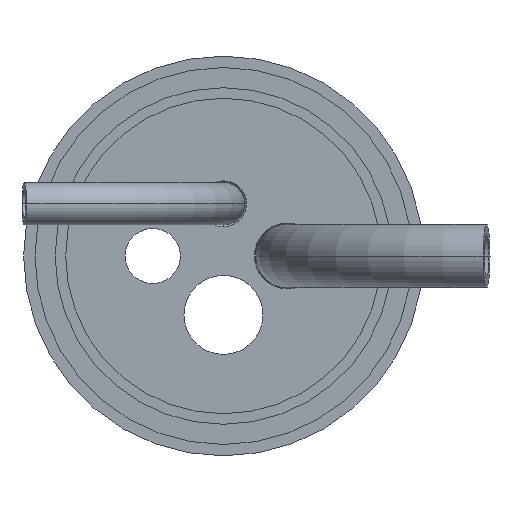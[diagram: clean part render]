
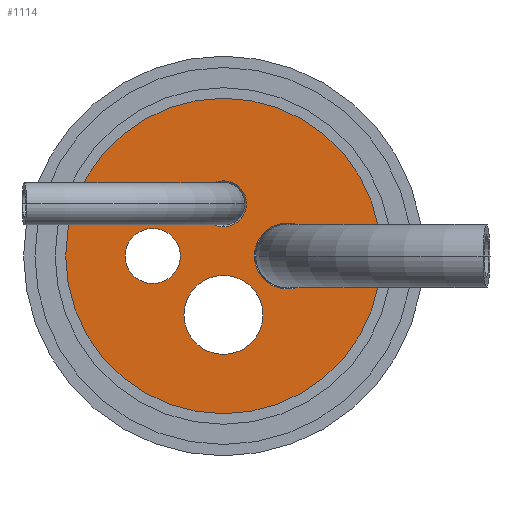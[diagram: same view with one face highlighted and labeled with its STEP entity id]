
A CAD part, front view. The second image highlights one B-rep face of the part: STEP entity #1114.
In plain terms, the highlighted planar face has unit normal (0, -1, 0).
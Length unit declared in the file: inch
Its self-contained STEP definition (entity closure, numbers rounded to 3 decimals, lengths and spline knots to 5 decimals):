
#187=CARTESIAN_POINT('',(0.38,-0.395,0.));
#188=DIRECTION('',(0.,-1.,0.));
#189=DIRECTION('',(0.,0.,1.));
#190=AXIS2_PLACEMENT_3D('',#187,#188,#189);
#212=CARTESIAN_POINT('',(0.38,-0.395,0.));
#213=DIRECTION('',(0.,-1.,0.));
#214=DIRECTION('',(0.,0.,-1.));
#215=AXIS2_PLACEMENT_3D('',#212,#213,#214);
#234=CARTESIAN_POINT('',(-0.42,-0.395,0.));
#235=DIRECTION('',(0.,-1.,0.));
#236=DIRECTION('',(0.,0.,1.));
#237=AXIS2_PLACEMENT_3D('',#234,#235,#236);
#239=CARTESIAN_POINT('',(-0.42,-0.395,0.));
#240=DIRECTION('',(0.,-1.,0.));
#241=DIRECTION('',(0.,0.,-1.));
#242=AXIS2_PLACEMENT_3D('',#239,#240,#241);
#244=CARTESIAN_POINT('',(0.,-0.395,-0.35));
#245=DIRECTION('',(0.,-1.,0.));
#246=DIRECTION('',(0.,0.,1.));
#247=AXIS2_PLACEMENT_3D('',#244,#245,#246);
#249=CARTESIAN_POINT('',(0.,-0.395,-0.35));
#250=DIRECTION('',(0.,-1.,0.));
#251=DIRECTION('',(0.,0.,-1.));
#252=AXIS2_PLACEMENT_3D('',#249,#250,#251);
#262=CARTESIAN_POINT('',(0.,-0.395,0.));
#263=DIRECTION('',(0.,1.,0.));
#264=DIRECTION('',(-1.,0.,0.));
#265=AXIS2_PLACEMENT_3D('',#262,#263,#264);
#267=CARTESIAN_POINT('',(0.,-0.395,0.));
#268=DIRECTION('',(0.,-1.,0.));
#269=DIRECTION('',(-1.,0.,0.));
#270=AXIS2_PLACEMENT_3D('',#267,#268,#269);
#781=CARTESIAN_POINT('',(0.,-0.395,0.31));
#782=DIRECTION('',(0.,-1.,0.));
#783=DIRECTION('',(0.,0.,1.));
#784=AXIS2_PLACEMENT_3D('',#781,#782,#783);
#803=CARTESIAN_POINT('',(0.,-0.395,0.31));
#804=DIRECTION('',(0.,-1.,0.));
#805=DIRECTION('',(0.,0.,-1.));
#806=AXIS2_PLACEMENT_3D('',#803,#804,#805);
#817=CARTESIAN_POINT('',(-0.9375,-0.395,0.));
#819=VERTEX_POINT('',#817);
#833=CARTESIAN_POINT('',(0.9375,-0.395,0.));
#835=VERTEX_POINT('',#833);
#876=CARTESIAN_POINT('',(-0.42,-0.395,0.164));
#877=CARTESIAN_POINT('',(-0.42,-0.395,-0.164));
#878=VERTEX_POINT('',#876);
#879=VERTEX_POINT('',#877);
#880=CARTESIAN_POINT('',(0.,-0.395,-0.1155));
#881=CARTESIAN_POINT('',(0.,-0.395,-0.5845));
#882=VERTEX_POINT('',#880);
#883=VERTEX_POINT('',#881);
#892=CARTESIAN_POINT('',(0.,-0.395,0.1735));
#893=CARTESIAN_POINT('',(0.,-0.395,0.4465));
#894=VERTEX_POINT('',#892);
#895=VERTEX_POINT('',#893);
#898=CARTESIAN_POINT('',(0.38,-0.395,-0.196));
#899=CARTESIAN_POINT('',(0.38,-0.395,0.196));
#900=VERTEX_POINT('',#898);
#901=VERTEX_POINT('',#899);
#1081=CARTESIAN_POINT('',(0.,-0.395,0.));
#1082=DIRECTION('',(0.,-1.,0.));
#1083=DIRECTION('',(1.,0.,0.));
#1084=AXIS2_PLACEMENT_3D('',#1081,#1082,#1083);
#1085=PLANE('',#1084);
#1087=ORIENTED_EDGE('',*,*,#1086,.T.);
#1089=ORIENTED_EDGE('',*,*,#1088,.F.);
#1090=EDGE_LOOP('',(#1087,#1089));
#1091=FACE_OUTER_BOUND('',#1090,.F.);
#1093=ORIENTED_EDGE('',*,*,#1092,.T.);
#1095=ORIENTED_EDGE('',*,*,#1094,.T.);
#1096=EDGE_LOOP('',(#1093,#1095));
#1097=FACE_BOUND('',#1096,.F.);
#1099=ORIENTED_EDGE('',*,*,#1098,.T.);
#1101=ORIENTED_EDGE('',*,*,#1100,.T.);
#1102=EDGE_LOOP('',(#1099,#1101));
#1103=FACE_BOUND('',#1102,.F.);
#1105=ORIENTED_EDGE('',*,*,#1104,.T.);
#1107=ORIENTED_EDGE('',*,*,#1106,.T.);
#1108=EDGE_LOOP('',(#1105,#1107));
#1109=FACE_BOUND('',#1108,.F.);
#1110=ORIENTED_EDGE('',*,*,#1056,.T.);
#1111=ORIENTED_EDGE('',*,*,#1073,.T.);
#1112=EDGE_LOOP('',(#1110,#1111));
#1113=FACE_BOUND('',#1112,.F.);
#1114=ADVANCED_FACE('',(#1091,#1097,#1103,#1109,#1113),#1085,.T.);
#191=CIRCLE('',#190,0.196);
#216=CIRCLE('',#215,0.196);
#238=CIRCLE('',#237,0.164);
#243=CIRCLE('',#242,0.164);
#248=CIRCLE('',#247,0.2345);
#253=CIRCLE('',#252,0.2345);
#266=CIRCLE('',#265,0.9375);
#271=CIRCLE('',#270,0.9375);
#785=CIRCLE('',#784,0.1365);
#807=CIRCLE('',#806,0.1365);
#1056=EDGE_CURVE('',#901,#900,#191,.T.);
#1073=EDGE_CURVE('',#900,#901,#216,.T.);
#1086=EDGE_CURVE('',#819,#835,#266,.T.);
#1088=EDGE_CURVE('',#819,#835,#271,.T.);
#1092=EDGE_CURVE('',#878,#879,#238,.T.);
#1094=EDGE_CURVE('',#879,#878,#243,.T.);
#1098=EDGE_CURVE('',#895,#894,#785,.T.);
#1100=EDGE_CURVE('',#894,#895,#807,.T.);
#1104=EDGE_CURVE('',#882,#883,#248,.T.);
#1106=EDGE_CURVE('',#883,#882,#253,.T.);
